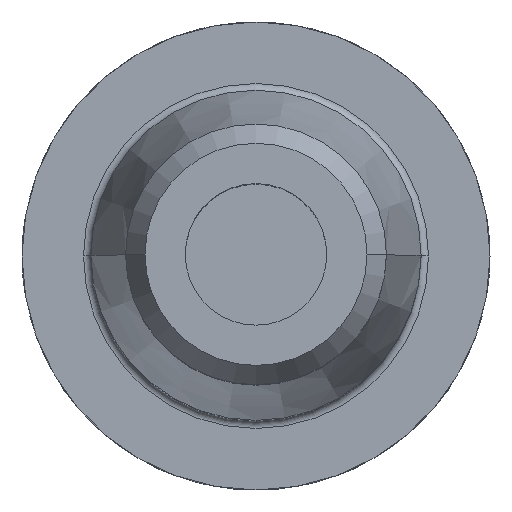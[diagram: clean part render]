
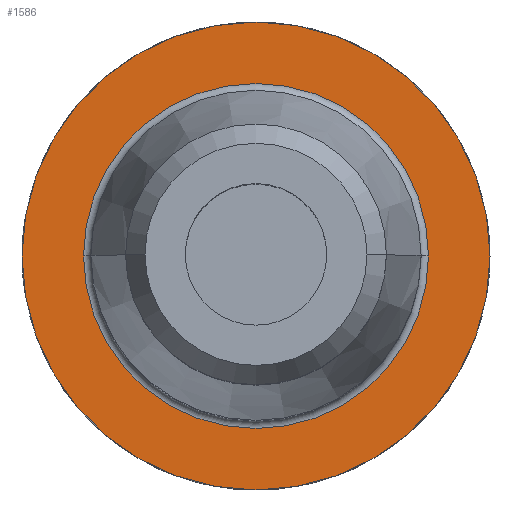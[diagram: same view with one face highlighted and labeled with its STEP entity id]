
A CAD part, top view. The second image highlights one B-rep face of the part: STEP entity #1586.
In plain terms, the highlighted planar face has unit normal (0, 0, 1).
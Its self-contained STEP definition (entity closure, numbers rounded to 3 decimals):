
#43 = VERTEX_POINT ( 'NONE', #1488 ) ;
#57 = EDGE_LOOP ( 'NONE', ( #1620, #1015 ) ) ;
#68 = DIRECTION ( 'NONE',  ( -1., 0., 0. ) ) ;
#93 = VERTEX_POINT ( 'NONE', #173 ) ;
#173 = CARTESIAN_POINT ( 'NONE',  ( -23.225, 0., 27. ) ) ;
#189 = VERTEX_POINT ( 'NONE', #1231 ) ;
#264 = CARTESIAN_POINT ( 'NONE',  ( 0., 0., 27. ) ) ;
#382 = PLANE ( 'NONE',  #746 ) ;
#433 = DIRECTION ( 'NONE',  ( -1., 0., 0. ) ) ;
#497 = AXIS2_PLACEMENT_3D ( 'NONE', #870, #876, #1551 ) ;
#519 = DIRECTION ( 'NONE',  ( -1., 0., 0. ) ) ;
#523 = EDGE_LOOP ( 'NONE', ( #1315, #754 ) ) ;
#643 = CARTESIAN_POINT ( 'NONE',  ( 0., 31.5, 27. ) ) ;
#657 = CARTESIAN_POINT ( 'NONE',  ( 0., 0., 27. ) ) ;
#659 = CIRCLE ( 'NONE', #497, 23.225 ) ;
#746 = AXIS2_PLACEMENT_3D ( 'NONE', #643, #776, #1465 ) ;
#754 = ORIENTED_EDGE ( 'NONE', *, *, #1459, .F. ) ;
#776 = DIRECTION ( 'NONE',  ( 0., 0., -1. ) ) ;
#795 = CIRCLE ( 'NONE', #1631, 31.5 ) ;
#827 = AXIS2_PLACEMENT_3D ( 'NONE', #657, #969, #68 ) ;
#870 = CARTESIAN_POINT ( 'NONE',  ( 0., 0., 27. ) ) ;
#876 = DIRECTION ( 'NONE',  ( 0., 0., -1. ) ) ;
#959 = CIRCLE ( 'NONE', #827, 23.225 ) ;
#969 = DIRECTION ( 'NONE',  ( 0., 0., -1. ) ) ;
#1001 = AXIS2_PLACEMENT_3D ( 'NONE', #1238, #1455, #519 ) ;
#1002 = CIRCLE ( 'NONE', #1001, 31.5 ) ;
#1015 = ORIENTED_EDGE ( 'NONE', *, *, #1250, .T. ) ;
#1027 = CARTESIAN_POINT ( 'NONE',  ( 23.225, 0., 27. ) ) ;
#1231 = CARTESIAN_POINT ( 'NONE',  ( 31.5, 0., 27. ) ) ;
#1238 = CARTESIAN_POINT ( 'NONE',  ( 0., 0., 27. ) ) ;
#1250 = EDGE_CURVE ( 'NONE', #1600, #93, #659, .T. ) ;
#1315 = ORIENTED_EDGE ( 'NONE', *, *, #1652, .F. ) ;
#1362 = DIRECTION ( 'NONE',  ( 0., 0., -1. ) ) ;
#1423 = FACE_OUTER_BOUND ( 'NONE', #523, .T. ) ;
#1455 = DIRECTION ( 'NONE',  ( 0., 0., -1. ) ) ;
#1459 = EDGE_CURVE ( 'NONE', #189, #43, #795, .T. ) ;
#1465 = DIRECTION ( 'NONE',  ( -1., 0., 0. ) ) ;
#1488 = CARTESIAN_POINT ( 'NONE',  ( -31.5, 0., 27. ) ) ;
#1551 = DIRECTION ( 'NONE',  ( -1., 0., 0. ) ) ;
#1586 = ADVANCED_FACE ( 'NONE', ( #1734, #1423 ), #382, .F. ) ;
#1600 = VERTEX_POINT ( 'NONE', #1027 ) ;
#1610 = EDGE_CURVE ( 'NONE', #93, #1600, #959, .T. ) ;
#1620 = ORIENTED_EDGE ( 'NONE', *, *, #1610, .T. ) ;
#1631 = AXIS2_PLACEMENT_3D ( 'NONE', #264, #1362, #433 ) ;
#1652 = EDGE_CURVE ( 'NONE', #43, #189, #1002, .T. ) ;
#1734 = FACE_BOUND ( 'NONE', #57, .T. ) ;
